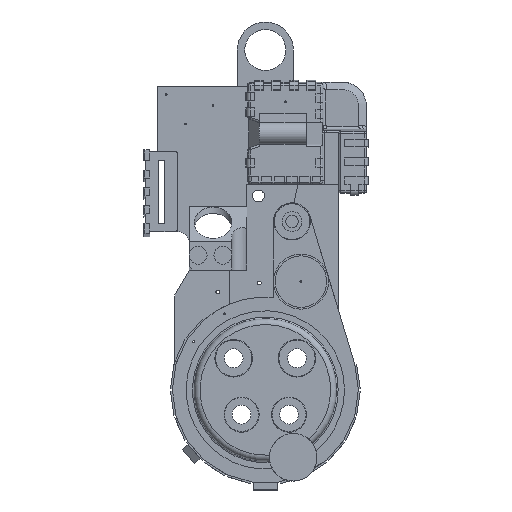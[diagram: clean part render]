
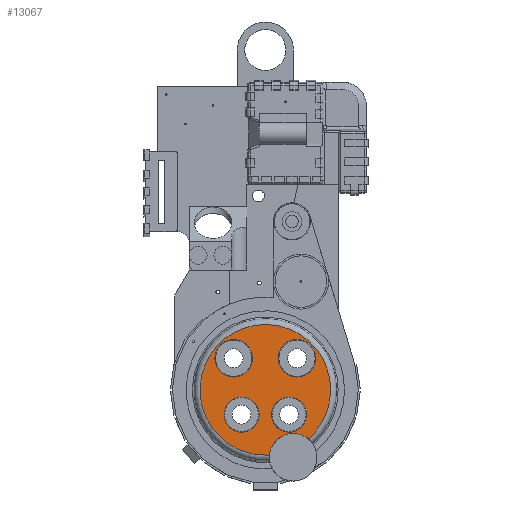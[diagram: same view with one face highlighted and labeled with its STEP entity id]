
A CAD part, top view. The second image highlights one B-rep face of the part: STEP entity #13067.
In plain terms, the highlighted planar face has unit normal (0, 0, 1).
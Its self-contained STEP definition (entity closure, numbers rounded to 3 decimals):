
#197=FACE_BOUND('',#1605,.T.);
#198=FACE_BOUND('',#1606,.T.);
#199=FACE_BOUND('',#1607,.T.);
#200=FACE_BOUND('',#1608,.T.);
#378=PLANE('',#13846);
#893=FACE_OUTER_BOUND('',#1604,.T.);
#1604=EDGE_LOOP('',(#9434,#9435));
#1605=EDGE_LOOP('',(#9436));
#1606=EDGE_LOOP('',(#9437));
#1607=EDGE_LOOP('',(#9438));
#1608=EDGE_LOOP('',(#9439));
#5307=CIRCLE('',#13712,4.692);
#5308=CIRCLE('',#13714,4.692);
#5309=CIRCLE('',#13716,5.025);
#5310=CIRCLE('',#13718,5.025);
#5364=CIRCLE('',#13847,6.35);
#5365=CIRCLE('',#13848,17.467);
#5677=VERTEX_POINT('',#18317);
#5678=VERTEX_POINT('',#18321);
#5679=VERTEX_POINT('',#18325);
#5680=VERTEX_POINT('',#18329);
#5870=VERTEX_POINT('',#19763);
#5871=VERTEX_POINT('',#19764);
#6995=EDGE_CURVE('',#5677,#5677,#5307,.T.);
#6997=EDGE_CURVE('',#5678,#5678,#5308,.T.);
#6999=EDGE_CURVE('',#5679,#5679,#5309,.T.);
#7001=EDGE_CURVE('',#5680,#5680,#5310,.T.);
#7276=EDGE_CURVE('',#5870,#5871,#5364,.T.);
#7277=EDGE_CURVE('',#5870,#5871,#5365,.T.);
#9434=ORIENTED_EDGE('',*,*,#7276,.T.);
#9435=ORIENTED_EDGE('',*,*,#7277,.F.);
#9436=ORIENTED_EDGE('',*,*,#7001,.T.);
#9437=ORIENTED_EDGE('',*,*,#6999,.T.);
#9438=ORIENTED_EDGE('',*,*,#6997,.T.);
#9439=ORIENTED_EDGE('',*,*,#6995,.T.);
#13067=ADVANCED_FACE('',(#893,#197,#198,#199,#200),#378,.T.);
#13712=AXIS2_PLACEMENT_3D('',#18319,#14838,#14839);
#13714=AXIS2_PLACEMENT_3D('',#18323,#14843,#14844);
#13716=AXIS2_PLACEMENT_3D('',#18327,#14848,#14849);
#13718=AXIS2_PLACEMENT_3D('',#18331,#14853,#14854);
#13846=AXIS2_PLACEMENT_3D('',#19762,#15292,#15293);
#13847=AXIS2_PLACEMENT_3D('',#19765,#15294,#15295);
#13848=AXIS2_PLACEMENT_3D('',#19766,#15296,#15297);
#14838=DIRECTION('center_axis',(0.,0.,
-1.));
#14839=DIRECTION('ref_axis',(-1.,0.,0.));
#14843=DIRECTION('center_axis',(0.,0.,
-1.));
#14844=DIRECTION('ref_axis',(-1.,0.,0.));
#14848=DIRECTION('center_axis',(0.,0.,
-1.));
#14849=DIRECTION('ref_axis',(-1.,0.,0.));
#14853=DIRECTION('center_axis',(0.,0.,
-1.));
#14854=DIRECTION('ref_axis',(-1.,0.,0.));
#15292=DIRECTION('center_axis',(0.,0.,
1.));
#15293=DIRECTION('ref_axis',(1.,0.,0.));
#15294=DIRECTION('center_axis',(0.,0.,
-1.));
#15295=DIRECTION('ref_axis',(-1.,0.,0.));
#15296=DIRECTION('center_axis',(0.,0.,
-1.));
#15297=DIRECTION('ref_axis',(1.,0.,0.));
#18317=CARTESIAN_POINT('',(639.849,377.265,255.044));
#18319=CARTESIAN_POINT('Origin',(635.157,377.265,255.044));
#18321=CARTESIAN_POINT('',(627.149,377.265,255.044));
#18323=CARTESIAN_POINT('Origin',(622.457,377.265,255.044));
#18325=CARTESIAN_POINT('',(642.299,392.348,255.044));
#18327=CARTESIAN_POINT('Origin',(637.274,392.348,255.044));
#18329=CARTESIAN_POINT('',(625.365,392.348,255.044));
#18331=CARTESIAN_POINT('Origin',(620.34,392.348,255.044));
#19762=CARTESIAN_POINT('Origin',(628.807,383.882,255.044));
#19763=CARTESIAN_POINT('',(629.948,366.452,255.044));
#19764=CARTESIAN_POINT('',(640.319,370.745,255.044));
#19765=CARTESIAN_POINT('Origin',(636.27,365.854,255.044));
#19766=CARTESIAN_POINT('Origin',(628.807,383.882,255.044));
